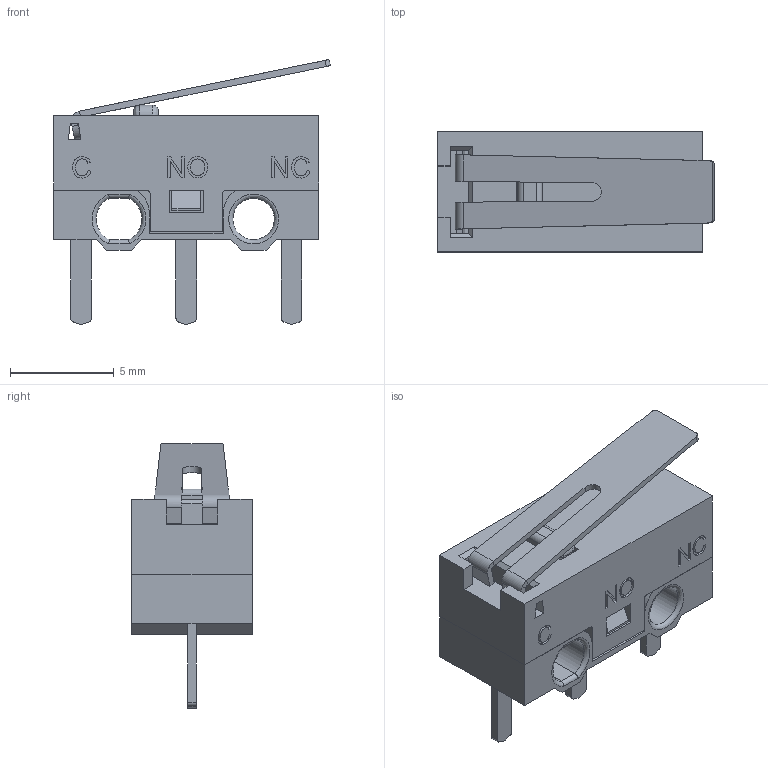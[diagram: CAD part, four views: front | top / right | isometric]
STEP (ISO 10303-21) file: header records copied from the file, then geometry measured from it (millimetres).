
FILE_DESCRIPTION(/* description */ (''),/* implementation_level */ '2;1');
FILE_NAME(/* name */ 'Micro Switch with Lever open',/* time_stamp */ '2019-12-25T13:54:37+01:00',/* author */ (''),/* organization */ (''),/* preprocessor_version */ 'ST-DEVELOPER v16.5',/* originating_system */ '',/* authorisation */ '');
FILE_SCHEMA (('AUTOMOTIVE_DESIGN'));
Length unit declared in the file: millimetre
Products named in the file (1): Document
Bounding box: 13.35 x 5.8 x 12.79 mm (x, y, z)
Volume: 275.6 mm3; surface area: 924.8 mm2
Topology: 7 solids, 7 shells, 256 faces, 677 edges, 442 vertices
Faces by surface type: plane 195, bspline 61
Entity records: 8244 total; most frequent: CARTESIAN_POINT 3679, ORIENTED_EDGE 1354, EDGE_CURVE 677, B_SPLINE_CURVE_WITH_KNOTS 587, VERTEX_POINT 442, EDGE_LOOP 277, ADVANCED_FACE 256, FACE_OUTER_BOUND 256
